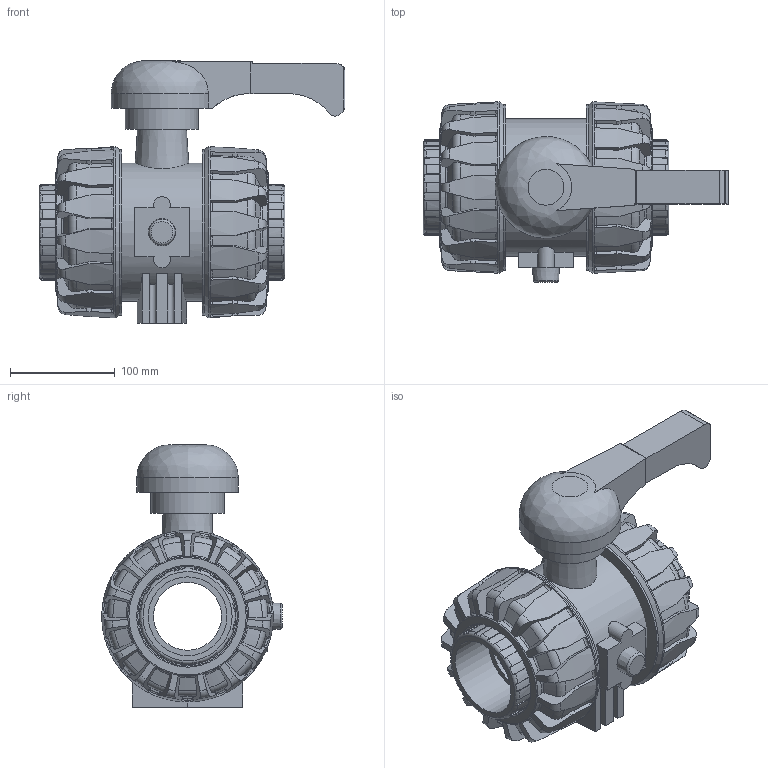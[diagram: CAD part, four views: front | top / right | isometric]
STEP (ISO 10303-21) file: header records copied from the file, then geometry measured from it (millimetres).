
FILE_DESCRIPTION(/* description */ (''),/* implementation_level */ '2;1');
FILE_NAME(/* name */ 'VKDFV212E.iam.stp',/* time_stamp */ '2013-10-01T10:34:59+02:00',/* author */ ('bfaro'),/* organization */ (''),/* preprocessor_version */ 'ST-DEVELOPER v15.2',/* originating_system */ 'Autodesk Inventor 2014',/* authorisation */ '');
FILE_SCHEMA (('AUTOMOTIVE_DESIGN { 1 0 10303 214 3 1 1 }'));
Length unit declared in the file: millimetre
Products named in the file (5): cassa VKD_75; NTVKD075V; ENDFV212; 1MNC075; VKDFV212E
Bounding box: 292.46 x 172.47 x 251 mm (x, y, z)
Volume: 3309756 mm3; surface area: 427535.3 mm2
Topology: 6 solids, 6 shells, 794 faces, 2188 edges, 1418 vertices
Faces by surface type: plane 276, cone 224, cylinder 160, torus 127, bspline 7
Full cylindrical faces by diameter (mm): 65 x2, 70 x1, 75 x1, 75.3 x2, 95.735 x2, 99.945 x2, 112.5 x2, 127.554 x2, 132 x1, 158.404 x2, 163.949 x2
Entity records: 16379 total; most frequent: CARTESIAN_POINT 5656, ORIENTED_EDGE 2310, DIRECTION 2163, EDGE_CURVE 1155, AXIS2_PLACEMENT_3D 918, VERTEX_POINT 761, EDGE_LOOP 468, ADVANCED_FACE 432
